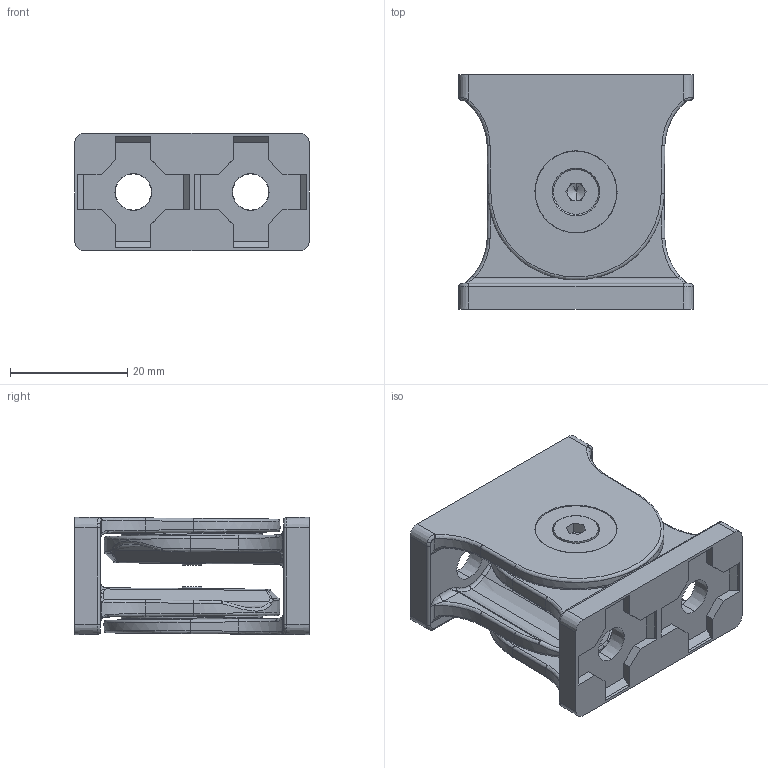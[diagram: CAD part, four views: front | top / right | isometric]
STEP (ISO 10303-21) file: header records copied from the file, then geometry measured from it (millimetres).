
FILE_DESCRIPTION (( 'STEP AP214' ), '1' );
FILE_NAME ('new products093ga2040a.step', '2017-09-27T09:45:56', ( '' ), ( '' ), 'SwSTEP 2.0', 'SolidWorks 2017', '' );
FILE_SCHEMA (( 'AUTOMOTIVE_DESIGN' ));
Length unit declared in the file: millimetre
Products named in the file (5): 093GA2040R01; Countersunk head screw ISO 10642 - M4x08_DIN 7991 - M4; 093gr24_Standard; new products093ga2040a; 093GR33
Assembly tree (8 placements, depth 2):
  new products093ga2040a
    093GA2040R01  x2
    093GR33  x2
    093gr24_Standard  x2
    Countersunk head screw ISO 10642 - M4x08_DIN 7991 - M4  x2
Bounding box: 40 x 40 x 20 mm (x, y, z)
Volume: 15094.6 mm3; surface area: 13658.6 mm2
Topology: 8 solids, 8 shells, 784 faces, 1854 edges, 1070 vertices
Faces by surface type: cylinder 214, plane 214, bspline 184, torus 70, cone 54, sphere 48
Entity records: 13014 total; most frequent: CARTESIAN_POINT 4551, ORIENTED_EDGE 1818, DIRECTION 1657, EDGE_CURVE 909, AXIS2_PLACEMENT_3D 649, VERTEX_POINT 535, EDGE_LOOP 414, ADVANCED_FACE 392
